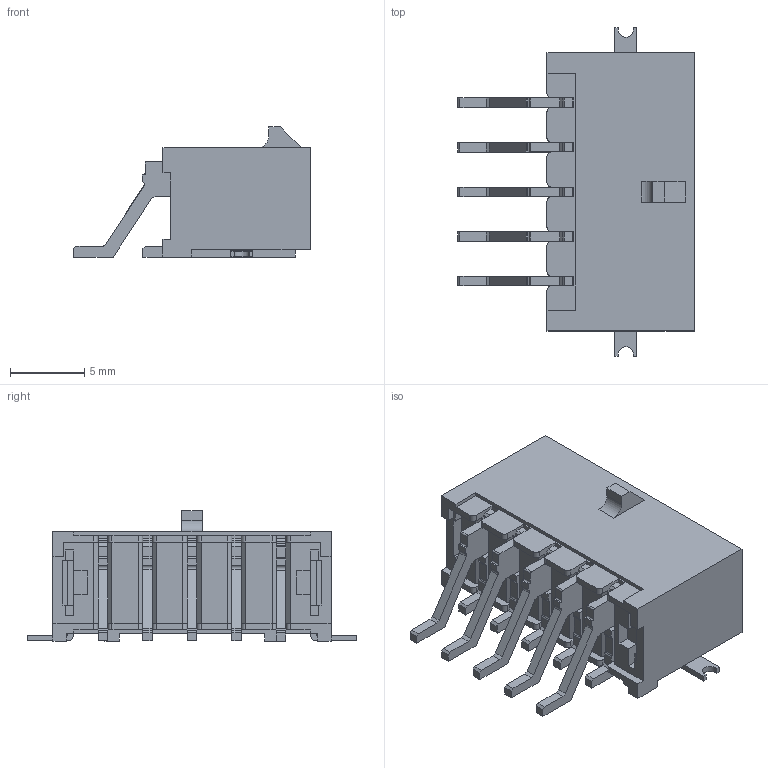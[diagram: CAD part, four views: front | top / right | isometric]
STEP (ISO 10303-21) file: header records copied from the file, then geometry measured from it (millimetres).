
FILE_DESCRIPTION(/* description */ ('Unknown'),/* implementation_level */ '2;1');
FILE_NAME(/* name */ '662010231724',/* time_stamp */ '2022-11-30T16:53:08+01:00',/* author */ ('Unknown'),/* organization */ ('Unknown'),/* preprocessor_version */ 'ST-DEVELOPER v18.102',/* originating_system */ 'Solid Edge',/* authorisation */ 'Unknown');
FILE_SCHEMA (('AUTOMOTIVE_DESIGN {1 0 10303 214 3 1 1}'));
Length unit declared in the file: millimetre
Products named in the file (5): 6620xx231724; 662010231722; 6620xx231722_PATTE; 6620xx231724_PIN_COURTE; 6620xx231724_PIN_LONGUE
Assembly tree (13 placements, depth 2):
  6620xx231724
    662010231722
    6620xx231722_PATTE  x2
    6620xx231724_PIN_COURTE  x5
    6620xx231724_PIN_LONGUE  x5
Bounding box: 15.9 x 22.1 x 8.76 mm (x, y, z)
Volume: 850.2 mm3; surface area: 2264.3 mm2
Topology: 13 solids, 13 shells, 584 faces, 1603 edges, 1042 vertices
Faces by surface type: plane 522, cylinder 62
Entity records: 11221 total; most frequent: CARTESIAN_POINT 1913, ORIENTED_EDGE 1894, DIRECTION 1689, EDGE_CURVE 947, LINE 885, VECTOR 885, VERTEX_POINT 626, AXIS2_PLACEMENT_3D 402
